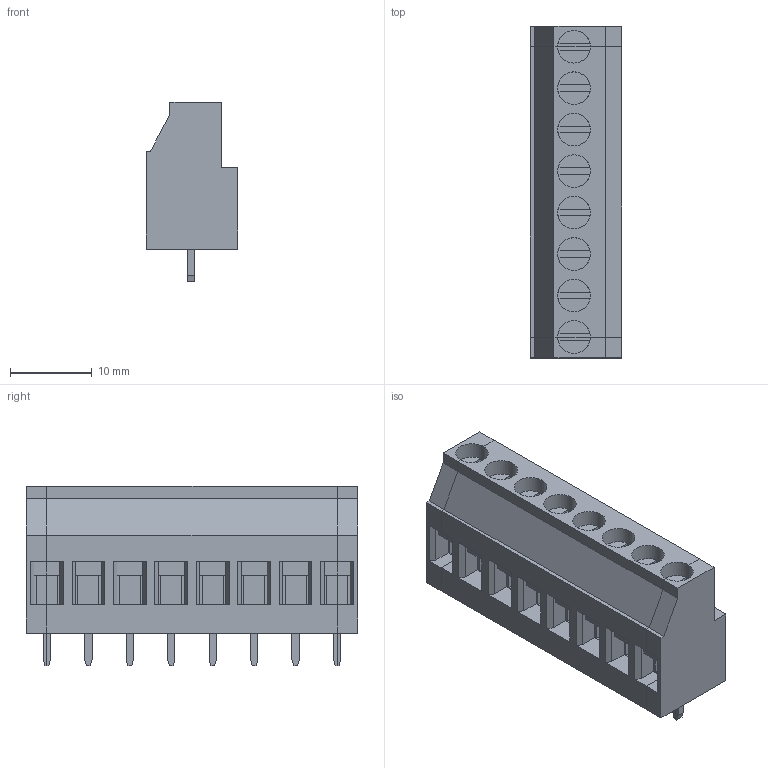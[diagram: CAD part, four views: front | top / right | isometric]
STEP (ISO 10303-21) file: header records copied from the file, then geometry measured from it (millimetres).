
FILE_DESCRIPTION( ( 'Unknown' ), '1' );
FILE_NAME( '691244510008.stp', 'Unknown', ( 'Unknown' ), ( 'Unknown' ), 'PSStep 17.0.49', 'Unknown', ' ' );
FILE_SCHEMA( ( 'AUTOMOTIVE_DESIGN { 1 0 10303 214 1 1 1 1 }' ) );
Length unit declared in the file: millimetre
Products named in the file (4): Assem1; MRT15P5.08_DX; MRT15P5.08_SX; MRT15P5.08_CNT
Assembly tree (3 placements, depth 2):
  Assem1
    MRT15P5.08_DX
    MRT15P5.08_SX
    MRT15P5.08_CNT
Bounding box: 11.2 x 40.64 x 22 mm (x, y, z)
Volume: 6075.2 mm3; surface area: 4478 mm2
Topology: 3 solids, 3 shells, 285 faces, 783 edges, 522 vertices
Faces by surface type: plane 275, cylinder 10
Full cylindrical faces by diameter (mm): 4 x6
Entity records: 11169 total; most frequent: CARTESIAN_POINT 1576, ORIENTED_EDGE 1542, DIRECTION 1395, EDGE_CURVE 771, LINE 725, VECTOR 725, VERTEX_POINT 516, AXIS2_PLACEMENT_3D 335
